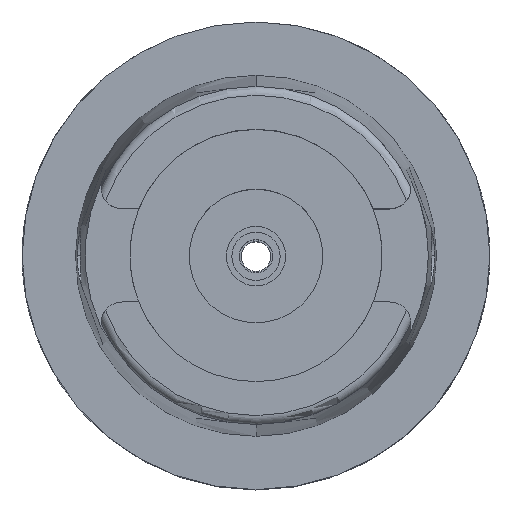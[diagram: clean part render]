
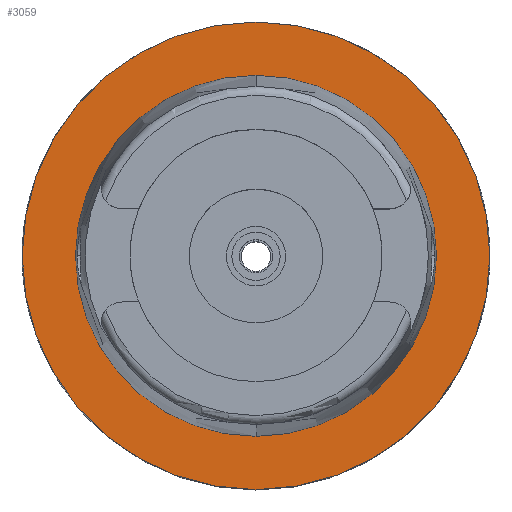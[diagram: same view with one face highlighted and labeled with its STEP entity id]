
A CAD part, top view. The second image highlights one B-rep face of the part: STEP entity #3059.
In plain terms, the highlighted planar face has unit normal (0, 0, 1).
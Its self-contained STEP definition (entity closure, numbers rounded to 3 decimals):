
#641=CARTESIAN_POINT('',(0.,0.,0.));
#642=DIRECTION('',(0.,0.,-1.));
#643=DIRECTION('',(0.,-1.,0.));
#644=AXIS2_PLACEMENT_3D('',#641,#642,#643);
#649=CARTESIAN_POINT('',(0.,0.,0.));
#650=DIRECTION('',(0.,0.,-1.));
#651=DIRECTION('',(0.,1.,0.));
#652=AXIS2_PLACEMENT_3D('',#649,#650,#651);
#657=CARTESIAN_POINT('',(0.,0.,0.));
#658=DIRECTION('',(0.,0.,1.));
#659=DIRECTION('',(0.,-1.,0.));
#660=AXIS2_PLACEMENT_3D('',#657,#658,#659);
#665=CARTESIAN_POINT('',(0.,0.,0.));
#666=DIRECTION('',(0.,0.,1.));
#667=DIRECTION('',(0.,1.,0.));
#668=AXIS2_PLACEMENT_3D('',#665,#666,#667);
#2411=CARTESIAN_POINT('',(0.,-24.315,0.));
#2412=VERTEX_POINT('',#2411);
#2413=CARTESIAN_POINT('',(0.,24.315,0.));
#2414=VERTEX_POINT('',#2413);
#2421=CARTESIAN_POINT('',(0.,-31.5,0.));
#2422=CARTESIAN_POINT('',(0.,31.5,0.));
#2423=VERTEX_POINT('',#2421);
#2424=VERTEX_POINT('',#2422);
#3044=CARTESIAN_POINT('',(0.,0.,0.));
#3045=DIRECTION('',(0.,0.,-1.));
#3046=DIRECTION('',(0.,-1.,0.));
#3047=AXIS2_PLACEMENT_3D('',#3044,#3045,#3046);
#3048=PLANE('',#3047);
#3050=ORIENTED_EDGE('',*,*,#3049,.T.);
#3052=ORIENTED_EDGE('',*,*,#3051,.T.);
#3053=EDGE_LOOP('',(#3050,#3052));
#3054=FACE_OUTER_BOUND('',#3053,.F.);
#3055=ORIENTED_EDGE('',*,*,#2917,.T.);
#3056=ORIENTED_EDGE('',*,*,#3018,.T.);
#3057=EDGE_LOOP('',(#3055,#3056));
#3058=FACE_BOUND('',#3057,.F.);
#645=CIRCLE('',#644,31.5);
#653=CIRCLE('',#652,31.5);
#661=CIRCLE('',#660,24.315);
#669=CIRCLE('',#668,24.315);
#2917=EDGE_CURVE('',#2412,#2414,#661,.T.);
#3018=EDGE_CURVE('',#2414,#2412,#669,.T.);
#3049=EDGE_CURVE('',#2423,#2424,#645,.T.);
#3051=EDGE_CURVE('',#2424,#2423,#653,.T.);
#3059=ADVANCED_FACE('',(#3054,#3058),#3048,.F.);
